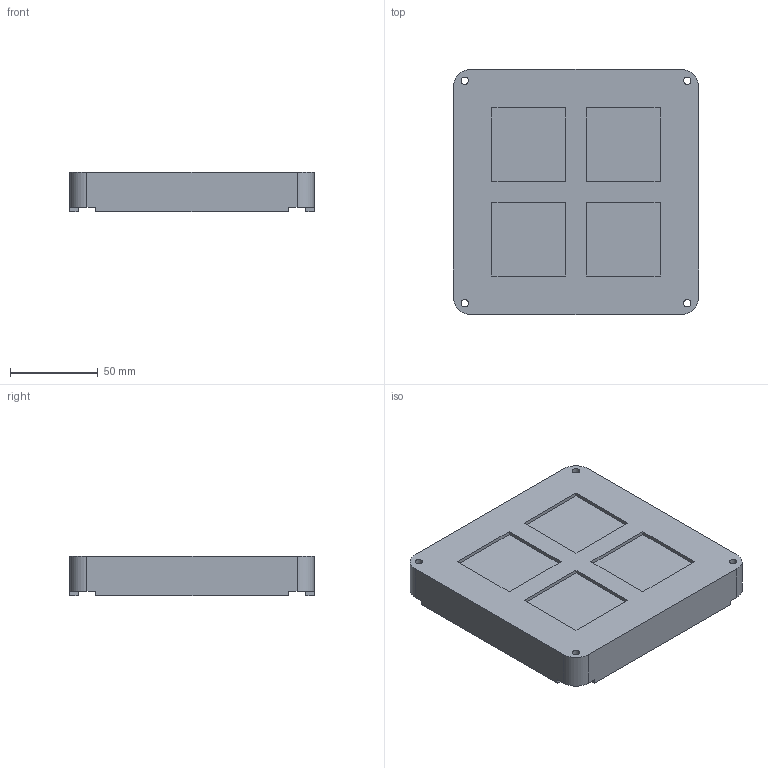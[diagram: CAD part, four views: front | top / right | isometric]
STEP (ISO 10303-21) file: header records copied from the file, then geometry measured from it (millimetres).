
FILE_DESCRIPTION(/* description */ (''),/* implementation_level */ '2;1');
FILE_NAME(/* name */ 'CCWBAL.step',/* time_stamp */ '2024-02-05T00:16:55+01:00',/* author */ (''),/* organization */ (''),/* preprocessor_version */ 'ST-DEVELOPER v20',/* originating_system */ 'Autodesk Translation Framework v12.20.1.177',/* authorisation */ '');
FILE_SCHEMA (('AUTOMOTIVE_DESIGN { 1 0 10303 214 3 1 1 }'));
Length unit declared in the file: millimetre
Products named in the file (1): waterblock
Bounding box: 140 x 140 x 22.5 mm (x, y, z)
Volume: 273792.4 mm3; surface area: 82452.4 mm2
Topology: 1 solids, 1 shells, 133 faces, 378 edges, 252 vertices
Faces by surface type: plane 85, cylinder 48
Full cylindrical faces by diameter (mm): 4.2 x4
Entity records: 4377 total; most frequent: CARTESIAN_POINT 764, ORIENTED_EDGE 756, DIRECTION 742, EDGE_CURVE 378, LINE 282, VECTOR 282, VERTEX_POINT 252, AXIS2_PLACEMENT_3D 230
